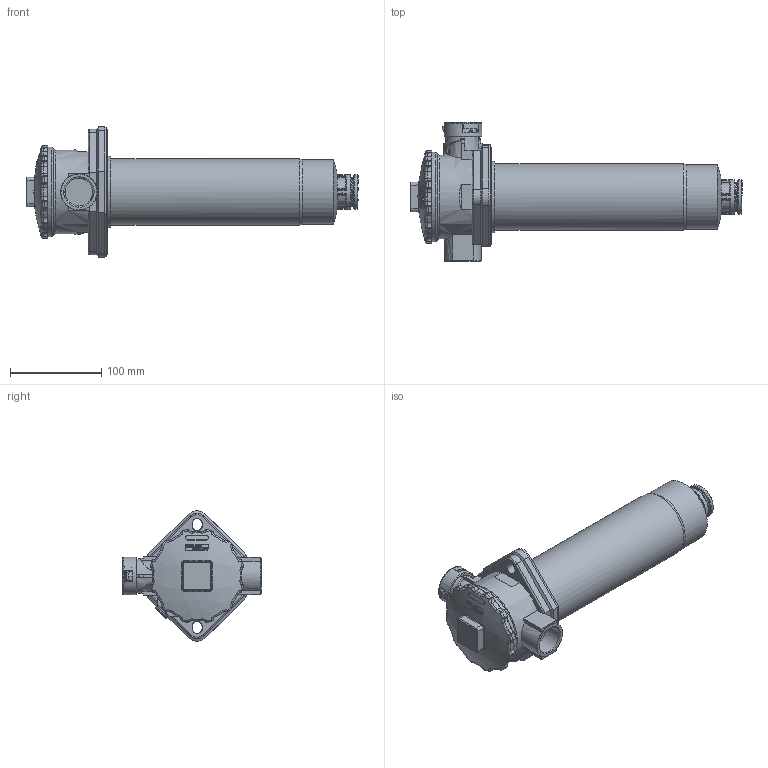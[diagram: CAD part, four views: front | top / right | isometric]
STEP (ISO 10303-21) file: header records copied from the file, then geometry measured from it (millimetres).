
FILE_DESCRIPTION((''),'2;1');
FILE_NAME('13322500(235312).stp', '2013-11-06T08:19:50',('User'),('SDRC'),'I-DEAS Master Series 9','UNIX', 'Yes');
FILE_SCHEMA(('AUTOMOTIVE_DESIGN { 1 0 10303 214 1 1 1 1 }'));
Length unit declared in the file: millimetre
Products named in the file (1): 13322500(235312)
Bounding box: 363.6 x 151.5 x 142.65 mm (x, y, z)
Volume: 1686521.2 mm3; surface area: 146422.6 mm2
Topology: 1 solids, 4 shells, 1055 faces, 2805 edges, 1753 vertices
Faces by surface type: bspline 1055
Entity records: 36621 total; most frequent: CARTESIAN_POINT 20919, ORIENTED_EDGE 5488, EDGE_CURVE 2744, VERTEX_POINT 1717, B_SPLINE_CURVE_WITH_KNOTS 1425, EDGE_LOOP 1103, FACE_OUTER_BOUND 1055, ADVANCED_FACE 1055
